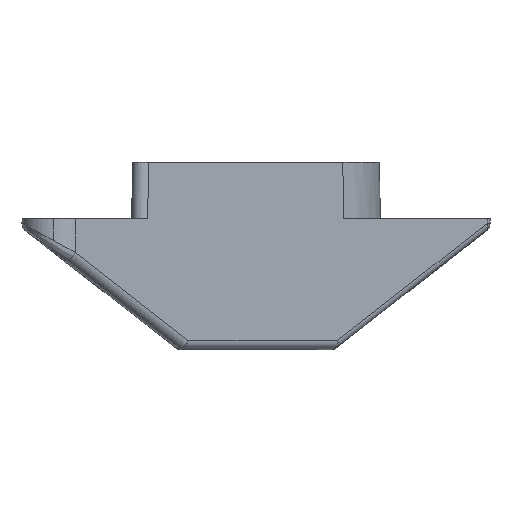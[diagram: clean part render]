
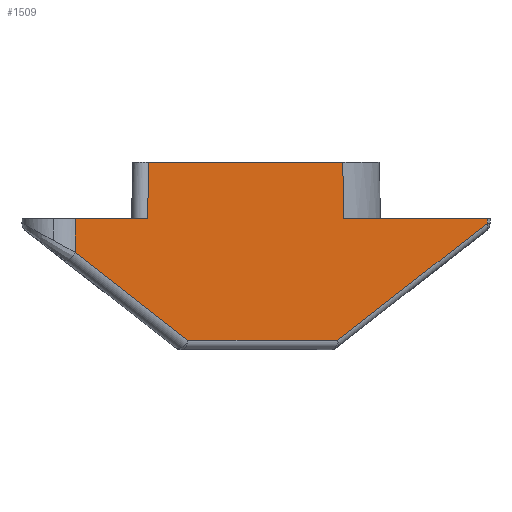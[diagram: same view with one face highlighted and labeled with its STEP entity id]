
A CAD part, front view. The second image highlights one B-rep face of the part: STEP entity #1509.
In plain terms, the highlighted planar face has unit normal (0.707, -0.707, 0).
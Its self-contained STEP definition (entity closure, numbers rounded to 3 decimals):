
#7 = VECTOR ( 'NONE', #165, 1000. ) ;
#28 = VECTOR ( 'NONE', #615, 1000. ) ;
#69 = VECTOR ( 'NONE', #914, 1000. ) ;
#72 = LINE ( 'NONE', #907, #1237 ) ;
#100 = VECTOR ( 'NONE', #1062, 1000. ) ;
#125 = ORIENTED_EDGE ( 'NONE', *, *, #988, .F. ) ;
#152 = CARTESIAN_POINT ( 'NONE',  ( 7.404, 1.818, -0.154 ) ) ;
#159 = CARTESIAN_POINT ( 'NONE',  ( 10.057, 4.471, -3.9 ) ) ;
#165 = DIRECTION ( 'NONE',  ( 0., 0., 1. ) ) ;
#166 = CARTESIAN_POINT ( 'NONE',  ( 7.404, 1.818, 0. ) ) ;
#241 = LINE ( 'NONE', #152, #1613 ) ;
#280 = LINE ( 'NONE', #1404, #69 ) ;
#293 = EDGE_CURVE ( 'NONE', #424, #768, #1578, .T. ) ;
#326 = CARTESIAN_POINT ( 'NONE',  ( 10.057, 4.471, 0. ) ) ;
#335 = EDGE_CURVE ( 'NONE', #480, #1596, #72, .T. ) ;
#361 = LINE ( 'NONE', #1212, #7 ) ;
#377 = EDGE_CURVE ( 'NONE', #525, #1391, #1308, .T. ) ;
#379 = DIRECTION ( 'NONE',  ( -0.619, -0.619, 0.484 ) ) ;
#399 = ORIENTED_EDGE ( 'NONE', *, *, #335, .F. ) ;
#405 = DIRECTION ( 'NONE',  ( -0.619, -0.619, -0.484 ) ) ;
#415 = EDGE_LOOP ( 'NONE', ( #599, #552, #1483, #613, #597, #399, #125, #977, #758, #1038 ) ) ;
#424 = VERTEX_POINT ( 'NONE', #1041 ) ;
#460 = EDGE_CURVE ( 'NONE', #970, #424, #1336, .T. ) ;
#480 = VERTEX_POINT ( 'NONE', #866 ) ;
#497 = LINE ( 'NONE', #662, #100 ) ;
#516 = AXIS2_PLACEMENT_3D ( 'NONE', #1379, #992, #1511 ) ;
#520 = EDGE_CURVE ( 'NONE', #1367, #525, #604, .T. ) ;
#525 = VERTEX_POINT ( 'NONE', #1012 ) ;
#552 = ORIENTED_EDGE ( 'NONE', *, *, #568, .T. ) ;
#568 = EDGE_CURVE ( 'NONE', #1367, #768, #280, .T. ) ;
#597 = ORIENTED_EDGE ( 'NONE', *, *, #887, .F. ) ;
#599 = ORIENTED_EDGE ( 'NONE', *, *, #520, .F. ) ;
#604 = LINE ( 'NONE', #1129, #28 ) ;
#613 = ORIENTED_EDGE ( 'NONE', *, *, #460, .F. ) ;
#615 = DIRECTION ( 'NONE',  ( 0.017, 0.017, -1. ) ) ;
#662 = CARTESIAN_POINT ( 'NONE',  ( 7.404, 1.818, -4.2 ) ) ;
#704 = VECTOR ( 'NONE', #1708, 1000. ) ;
#745 = VECTOR ( 'NONE', #1104, 1000. ) ;
#758 = ORIENTED_EDGE ( 'NONE', *, *, #816, .F. ) ;
#768 = VERTEX_POINT ( 'NONE', #1184 ) ;
#816 = EDGE_CURVE ( 'NONE', #1391, #824, #497, .T. ) ;
#824 = VERTEX_POINT ( 'NONE', #1219 ) ;
#826 = CARTESIAN_POINT ( 'NONE',  ( -5.785, -11.371, -1.087 ) ) ;
#834 = CARTESIAN_POINT ( 'NONE',  ( -5.785, -11.371, 0. ) ) ;
#866 = CARTESIAN_POINT ( 'NONE',  ( -2.185, -7.771, -3.9 ) ) ;
#887 = EDGE_CURVE ( 'NONE', #1596, #970, #361, .T. ) ;
#898 = FACE_OUTER_BOUND ( 'NONE', #415, .T. ) ;
#899 = CARTESIAN_POINT ( 'NONE',  ( -3.469, -9.055, 0. ) ) ;
#907 = CARTESIAN_POINT ( 'NONE',  ( -2.185, -7.771, -3.9 ) ) ;
#914 = DIRECTION ( 'NONE',  ( -0.707, -0.707, 0. ) ) ;
#970 = VERTEX_POINT ( 'NONE', #834 ) ;
#977 = ORIENTED_EDGE ( 'NONE', *, *, #1227, .F. ) ;
#988 = EDGE_CURVE ( 'NONE', #1412, #480, #1181, .T. ) ;
#992 = DIRECTION ( 'NONE',  ( -0.707, 0.707, 0. ) ) ;
#1012 = CARTESIAN_POINT ( 'NONE',  ( 2.809, -2.777, 0. ) ) ;
#1038 = ORIENTED_EDGE ( 'NONE', *, *, #377, .F. ) ;
#1041 = CARTESIAN_POINT ( 'NONE',  ( -3.469, -9.055, 0. ) ) ;
#1058 = CARTESIAN_POINT ( 'NONE',  ( 10.057, 4.471, 0. ) ) ;
#1062 = DIRECTION ( 'NONE',  ( 0., 0., -1. ) ) ;
#1076 = DIRECTION ( 'NONE',  ( 0.017, 0.017, 1. ) ) ;
#1081 = VECTOR ( 'NONE', #1481, 1000. ) ;
#1104 = DIRECTION ( 'NONE',  ( 0.707, 0.707, 0. ) ) ;
#1129 = CARTESIAN_POINT ( 'NONE',  ( 2.778, -2.808, 1.8 ) ) ;
#1181 = LINE ( 'NONE', #159, #1081 ) ;
#1184 = CARTESIAN_POINT ( 'NONE',  ( -3.438, -9.024, 1.8 ) ) ;
#1212 = CARTESIAN_POINT ( 'NONE',  ( -5.785, -11.371, -4.2 ) ) ;
#1219 = CARTESIAN_POINT ( 'NONE',  ( 7.404, 1.818, -0.154 ) ) ;
#1227 = EDGE_CURVE ( 'NONE', #824, #1412, #241, .T. ) ;
#1237 = VECTOR ( 'NONE', #379, 1000. ) ;
#1239 = CARTESIAN_POINT ( 'NONE',  ( 2.778, -2.808, 1.8 ) ) ;
#1308 = LINE ( 'NONE', #1058, #704 ) ;
#1336 = LINE ( 'NONE', #326, #745 ) ;
#1367 = VERTEX_POINT ( 'NONE', #1239 ) ;
#1379 = CARTESIAN_POINT ( 'NONE',  ( 10.057, 4.471, -4.2 ) ) ;
#1391 = VERTEX_POINT ( 'NONE', #166 ) ;
#1404 = CARTESIAN_POINT ( 'NONE',  ( 2.778, -2.808, 1.8 ) ) ;
#1412 = VERTEX_POINT ( 'NONE', #1619 ) ;
#1481 = DIRECTION ( 'NONE',  ( -0.707, -0.707, 0. ) ) ;
#1483 = ORIENTED_EDGE ( 'NONE', *, *, #293, .F. ) ;
#1509 = ADVANCED_FACE ( 'NONE', ( #898 ), #1650, .F. ) ;
#1511 = DIRECTION ( 'NONE',  ( -0.707, -0.707, 0. ) ) ;
#1578 = LINE ( 'NONE', #899, #1628 ) ;
#1596 = VERTEX_POINT ( 'NONE', #826 ) ;
#1613 = VECTOR ( 'NONE', #405, 1000. ) ;
#1619 = CARTESIAN_POINT ( 'NONE',  ( 2.609, -2.977, -3.9 ) ) ;
#1628 = VECTOR ( 'NONE', #1076, 1000. ) ;
#1650 = PLANE ( 'NONE',  #516 ) ;
#1708 = DIRECTION ( 'NONE',  ( 0.707, 0.707, 0. ) ) ;
